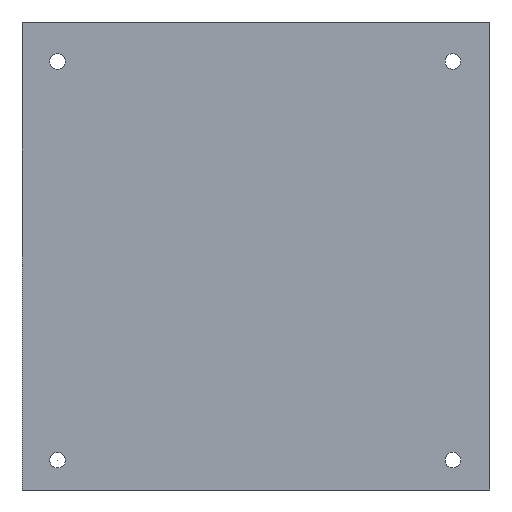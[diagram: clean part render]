
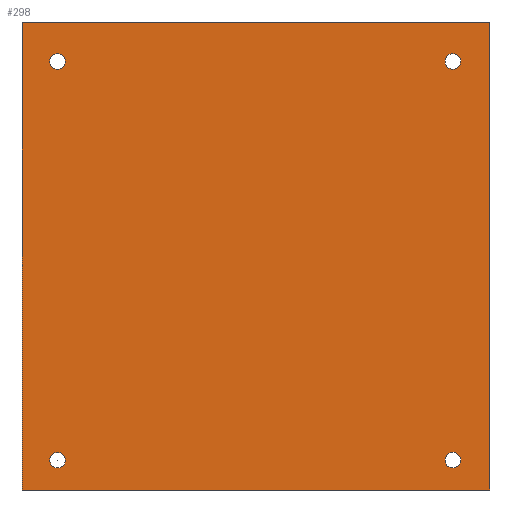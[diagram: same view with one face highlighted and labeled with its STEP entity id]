
A CAD part, front view. The second image highlights one B-rep face of the part: STEP entity #298.
In plain terms, the highlighted planar face has unit normal (0, -1, 0).
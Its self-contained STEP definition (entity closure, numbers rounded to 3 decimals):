
#13 = EDGE_CURVE ( 'NONE', #646, #397, #284, .T. ) ;
#18 = AXIS2_PLACEMENT_3D ( 'NONE', #211, #401, #558 ) ;
#22 = VECTOR ( 'NONE', #155, 1000. ) ;
#25 = DIRECTION ( 'NONE',  ( 0., 1., 0. ) ) ;
#35 = DIRECTION ( 'NONE',  ( 0., 0., 1. ) ) ;
#44 = ORIENTED_EDGE ( 'NONE', *, *, #54, .T. ) ;
#48 = CARTESIAN_POINT ( 'NONE',  ( -213.281, 0., -62.891 ) ) ;
#54 = EDGE_CURVE ( 'NONE', #477, #416, #571, .T. ) ;
#59 = VERTEX_POINT ( 'NONE', #496 ) ;
#90 = CARTESIAN_POINT ( 'NONE',  ( -213.281, 0., 87.109 ) ) ;
#92 = PLANE ( 'NONE',  #559 ) ;
#105 = CIRCLE ( 'NONE', #348, 2.5 ) ;
#122 = EDGE_CURVE ( 'NONE', #397, #233, #715, .T. ) ;
#123 = VECTOR ( 'NONE', #590, 1000. ) ;
#125 = ORIENTED_EDGE ( 'NONE', *, *, #122, .F. ) ;
#133 = VERTEX_POINT ( 'NONE', #657 ) ;
#148 = DIRECTION ( 'NONE',  ( 1., 0., 0. ) ) ;
#151 = DIRECTION ( 'NONE',  ( 0., 0., -1. ) ) ;
#154 = AXIS2_PLACEMENT_3D ( 'NONE', #330, #446, #271 ) ;
#155 = DIRECTION ( 'NONE',  ( 0., 0., 1. ) ) ;
#157 = DIRECTION ( 'NONE',  ( 0., -1., 0. ) ) ;
#161 = ORIENTED_EDGE ( 'NONE', *, *, #326, .T. ) ;
#165 = EDGE_CURVE ( 'NONE', #219, #59, #396, .T. ) ;
#167 = AXIS2_PLACEMENT_3D ( 'NONE', #555, #266, #35 ) ;
#186 = FACE_BOUND ( 'NONE', #264, .T. ) ;
#191 = DIRECTION ( 'NONE',  ( 0., 0., 1. ) ) ;
#204 = CARTESIAN_POINT ( 'NONE',  ( -75.199, 0., -55.833 ) ) ;
#211 = CARTESIAN_POINT ( 'NONE',  ( -75.199, 0., -53.333 ) ) ;
#212 = EDGE_CURVE ( 'NONE', #233, #726, #735, .T. ) ;
#219 = VERTEX_POINT ( 'NONE', #204 ) ;
#220 = AXIS2_PLACEMENT_3D ( 'NONE', #569, #514, #404 ) ;
#224 = LINE ( 'NONE', #278, #311 ) ;
#230 = CIRCLE ( 'NONE', #412, 2.5 ) ;
#233 = VERTEX_POINT ( 'NONE', #48 ) ;
#236 = EDGE_CURVE ( 'NONE', #726, #646, #224, .T. ) ;
#246 = CARTESIAN_POINT ( 'NONE',  ( -201.86, 0., 76.999 ) ) ;
#248 = EDGE_CURVE ( 'NONE', #59, #219, #301, .T. ) ;
#254 = CARTESIAN_POINT ( 'NONE',  ( -75.199, 0., 74.499 ) ) ;
#255 = ORIENTED_EDGE ( 'NONE', *, *, #13, .F. ) ;
#258 = CARTESIAN_POINT ( 'NONE',  ( -63.281, 0., -62.891 ) ) ;
#264 = EDGE_LOOP ( 'NONE', ( #691, #161 ) ) ;
#266 = DIRECTION ( 'NONE',  ( 0., 1., 0. ) ) ;
#271 = DIRECTION ( 'NONE',  ( 0., 0., 1. ) ) ;
#275 = ORIENTED_EDGE ( 'NONE', *, *, #165, .T. ) ;
#276 = AXIS2_PLACEMENT_3D ( 'NONE', #648, #651, #535 ) ;
#278 = CARTESIAN_POINT ( 'NONE',  ( -63.281, 0., 87.109 ) ) ;
#284 = LINE ( 'NONE', #374, #123 ) ;
#298 = ADVANCED_FACE ( 'NONE', ( #681, #519, #498, #186, #351 ), #92, .T. ) ;
#300 = CARTESIAN_POINT ( 'NONE',  ( -75.199, 0., 76.999 ) ) ;
#301 = CIRCLE ( 'NONE', #154, 2.5 ) ;
#302 = ORIENTED_EDGE ( 'NONE', *, *, #248, .T. ) ;
#311 = VECTOR ( 'NONE', #148, 1000. ) ;
#319 = DIRECTION ( 'NONE',  ( 0., 1., 0. ) ) ;
#324 = ORIENTED_EDGE ( 'NONE', *, *, #236, .F. ) ;
#326 = EDGE_CURVE ( 'NONE', #133, #409, #525, .T. ) ;
#330 = CARTESIAN_POINT ( 'NONE',  ( -75.199, 0., -53.333 ) ) ;
#346 = EDGE_LOOP ( 'NONE', ( #255, #324, #478, #125 ) ) ;
#347 = CARTESIAN_POINT ( 'NONE',  ( -63.281, 0., -62.891 ) ) ;
#348 = AXIS2_PLACEMENT_3D ( 'NONE', #717, #384, #548 ) ;
#351 = FACE_OUTER_BOUND ( 'NONE', #346, .T. ) ;
#355 = CARTESIAN_POINT ( 'NONE',  ( -75.199, 0., 71.999 ) ) ;
#374 = CARTESIAN_POINT ( 'NONE',  ( -63.281, 0., -62.891 ) ) ;
#384 = DIRECTION ( 'NONE',  ( 0., 1., 0. ) ) ;
#396 = CIRCLE ( 'NONE', #18, 2.5 ) ;
#397 = VERTEX_POINT ( 'NONE', #347 ) ;
#401 = DIRECTION ( 'NONE',  ( 0., 1., 0. ) ) ;
#404 = DIRECTION ( 'NONE',  ( 0., 0., 1. ) ) ;
#409 = VERTEX_POINT ( 'NONE', #738 ) ;
#412 = AXIS2_PLACEMENT_3D ( 'NONE', #254, #25, #191 ) ;
#416 = VERTEX_POINT ( 'NONE', #355 ) ;
#422 = VECTOR ( 'NONE', #660, 1000. ) ;
#426 = EDGE_LOOP ( 'NONE', ( #500, #586 ) ) ;
#428 = CARTESIAN_POINT ( 'NONE',  ( -63.281, 0., 87.109 ) ) ;
#442 = CARTESIAN_POINT ( 'NONE',  ( -75.199, 0., 74.499 ) ) ;
#444 = AXIS2_PLACEMENT_3D ( 'NONE', #442, #319, #709 ) ;
#446 = DIRECTION ( 'NONE',  ( 0., 1., 0. ) ) ;
#451 = EDGE_LOOP ( 'NONE', ( #302, #275 ) ) ;
#472 = CIRCLE ( 'NONE', #167, 2.5 ) ;
#477 = VERTEX_POINT ( 'NONE', #300 ) ;
#478 = ORIENTED_EDGE ( 'NONE', *, *, #212, .F. ) ;
#496 = CARTESIAN_POINT ( 'NONE',  ( -75.199, 0., -50.833 ) ) ;
#498 = FACE_BOUND ( 'NONE', #695, .T. ) ;
#500 = ORIENTED_EDGE ( 'NONE', *, *, #711, .T. ) ;
#502 = CARTESIAN_POINT ( 'NONE',  ( 0., 0., 0. ) ) ;
#514 = DIRECTION ( 'NONE',  ( 0., 1., 0. ) ) ;
#519 = FACE_BOUND ( 'NONE', #426, .T. ) ;
#525 = CIRCLE ( 'NONE', #220, 2.5 ) ;
#535 = DIRECTION ( 'NONE',  ( 0., 0., 1. ) ) ;
#548 = DIRECTION ( 'NONE',  ( 0., 0., 1. ) ) ;
#555 = CARTESIAN_POINT ( 'NONE',  ( -201.86, 0., 74.499 ) ) ;
#557 = CARTESIAN_POINT ( 'NONE',  ( -213.281, 0., -62.891 ) ) ;
#558 = DIRECTION ( 'NONE',  ( 0., 0., 1. ) ) ;
#559 = AXIS2_PLACEMENT_3D ( 'NONE', #502, #157, #151 ) ;
#569 = CARTESIAN_POINT ( 'NONE',  ( -201.86, 0., -53.333 ) ) ;
#571 = CIRCLE ( 'NONE', #444, 2.5 ) ;
#576 = EDGE_CURVE ( 'NONE', #416, #477, #230, .T. ) ;
#577 = CIRCLE ( 'NONE', #276, 2.5 ) ;
#586 = ORIENTED_EDGE ( 'NONE', *, *, #662, .T. ) ;
#588 = EDGE_CURVE ( 'NONE', #409, #133, #577, .T. ) ;
#590 = DIRECTION ( 'NONE',  ( 0., 0., -1. ) ) ;
#602 = CARTESIAN_POINT ( 'NONE',  ( -201.86, 0., 71.999 ) ) ;
#620 = VERTEX_POINT ( 'NONE', #246 ) ;
#646 = VERTEX_POINT ( 'NONE', #428 ) ;
#648 = CARTESIAN_POINT ( 'NONE',  ( -201.86, 0., -53.333 ) ) ;
#651 = DIRECTION ( 'NONE',  ( 0., 1., 0. ) ) ;
#657 = CARTESIAN_POINT ( 'NONE',  ( -201.86, 0., -55.833 ) ) ;
#660 = DIRECTION ( 'NONE',  ( -1., 0., 0. ) ) ;
#662 = EDGE_CURVE ( 'NONE', #673, #620, #472, .T. ) ;
#673 = VERTEX_POINT ( 'NONE', #602 ) ;
#681 = FACE_BOUND ( 'NONE', #451, .T. ) ;
#691 = ORIENTED_EDGE ( 'NONE', *, *, #588, .T. ) ;
#695 = EDGE_LOOP ( 'NONE', ( #44, #727 ) ) ;
#709 = DIRECTION ( 'NONE',  ( 0., 0., 1. ) ) ;
#711 = EDGE_CURVE ( 'NONE', #620, #673, #105, .T. ) ;
#715 = LINE ( 'NONE', #258, #422 ) ;
#717 = CARTESIAN_POINT ( 'NONE',  ( -201.86, 0., 74.499 ) ) ;
#726 = VERTEX_POINT ( 'NONE', #90 ) ;
#727 = ORIENTED_EDGE ( 'NONE', *, *, #576, .T. ) ;
#735 = LINE ( 'NONE', #557, #22 ) ;
#738 = CARTESIAN_POINT ( 'NONE',  ( -201.86, 0., -50.833 ) ) ;
